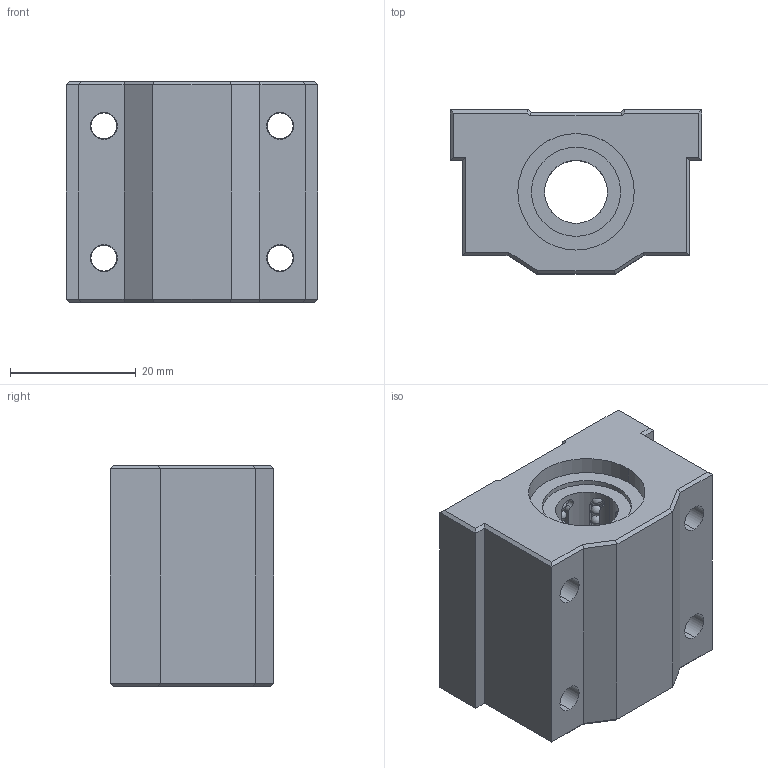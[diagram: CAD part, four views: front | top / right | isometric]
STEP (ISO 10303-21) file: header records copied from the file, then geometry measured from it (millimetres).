
FILE_DESCRIPTION (( 'STEP AP203' ), '1' );
FILE_NAME ('9338T52.step', '2015-06-11T19:43:50', ( '' ), ( '' ), 'SwSTEP 2.0', 'SolidWorks 2010', '' );
FILE_SCHEMA (( 'CONFIG_CONTROL_DESIGN' ));
Length unit declared in the file: millimetre
Products named in the file (1): 9338T52
Bounding box: 40 x 26 x 35 mm (x, y, z)
Volume: 26259.8 mm3; surface area: 9328.8 mm2
Topology: 1 solids, 1 shells, 504 faces, 1432 edges, 940 vertices
Faces by surface type: cylinder 250, sphere 156, plane 74, cone 12, bspline 12
Entity records: 27919 total; most frequent: CARTESIAN_POINT 15749, ORIENTED_EDGE 2864, DIRECTION 2264, EDGE_CURVE 1432, VERTEX_POINT 940, AXIS2_PLACEMENT_3D 899, EDGE_LOOP 524, FACE_OUTER_BOUND 504
